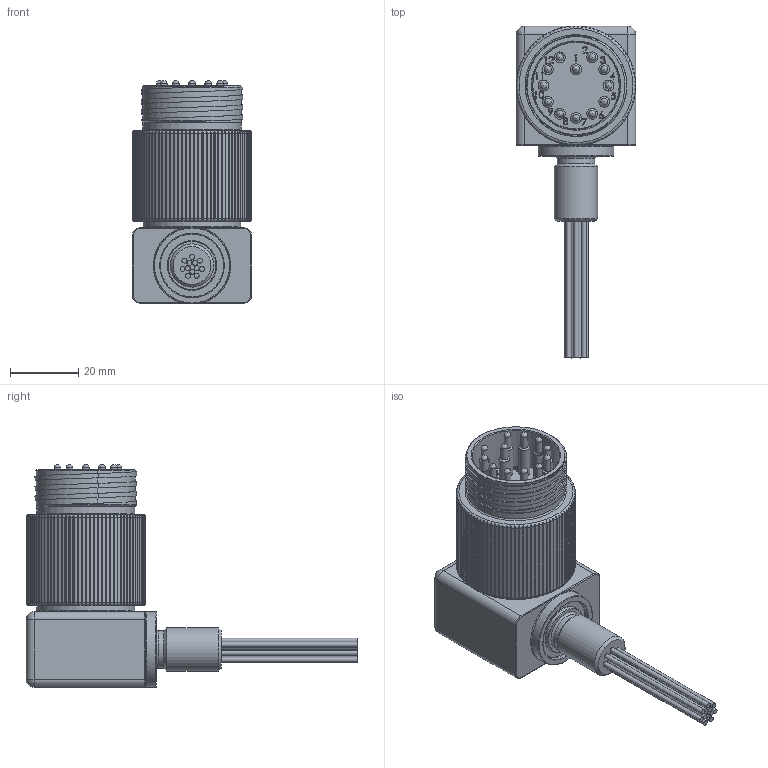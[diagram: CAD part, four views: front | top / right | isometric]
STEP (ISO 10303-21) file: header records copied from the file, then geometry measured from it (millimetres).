
FILE_DESCRIPTION(/* description */ ('','CAx-IF Rec.Pracs.---Representation and Presentation of Product Manufacturing Information (PMI)---4.0---2014-10-13'),/* implementation_level */ '2;1');
FILE_NAME(/* name */ 'MCBHRA12M RADLSA-M.stp',/* time_stamp */ '2024-03-13T10:14:49+01:00',/* author */ ('sh'),/* organization */ (''),/* preprocessor_version */ 'ST-DEVELOPER v19.2',/* originating_system */ 'Autodesk Inventor 2023',/* authorisation */ '');
FILE_SCHEMA (('AP242_MANAGED_MODEL_BASED_3D_ENGINEERING_MIM_LF { 1 0 10303 442 1 1 4 }'));
Length unit declared in the file: millimetre
Products named in the file (1): MCBHRA12M RADLSA-M
Bounding box: 34.92 x 97.16 x 65.27 mm (x, y, z)
Volume: 59201.6 mm3; surface area: 22697.9 mm2
Topology: 2 solids, 4 shells, 659 faces, 1735 edges, 1135 vertices
Faces by surface type: plane 334, cylinder 173, bspline 104, torus 27, cone 17, sphere 4
Full cylindrical faces by diameter (mm): 1.473 x12, 1.986 x12, 3.175 x12, 10.922 x1, 12.7 x1, 14.275 x1, 18.694 x1, 19.05 x1, 22.225 x1, 23.368 x1, 23.749 x1, 25.349 x1, 25.4 x1, 25.654 x1, 28.575 x2, 28.804 x1, 28.956 x3, 29.743 x3, 30.048 x2, 31.267 x1
Entity records: 29328 total; most frequent: CARTESIAN_POINT 13281, ORIENTED_EDGE 3462, DIRECTION 2730, EDGE_CURVE 1731, VERTEX_POINT 1135, AXIS2_PLACEMENT_3D 1015, EDGE_LOOP 719, LINE 700
